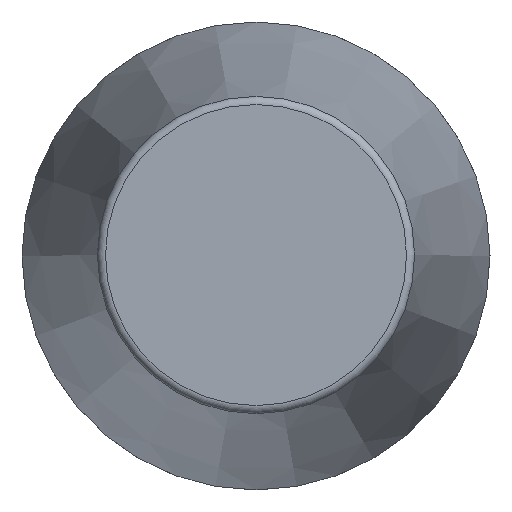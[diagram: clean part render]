
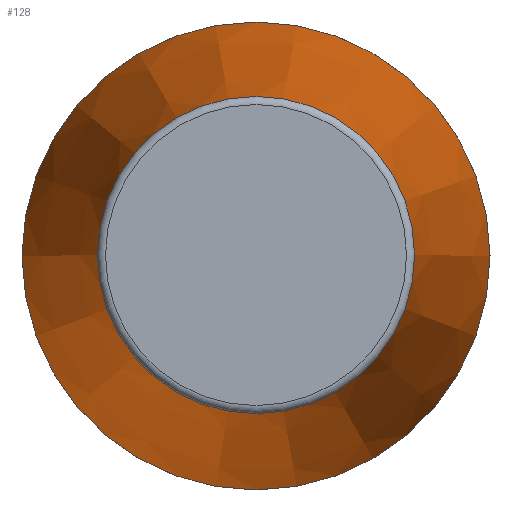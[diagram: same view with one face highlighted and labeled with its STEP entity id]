
A CAD part, top view. The second image highlights one B-rep face of the part: STEP entity #128.
In plain terms, the highlighted conical face has half-angle 8 degrees and reference radius 5.718 mm.
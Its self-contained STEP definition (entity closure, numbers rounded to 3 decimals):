
#117=CONICAL_SURFACE('',#302,5.718,8.);
#128=ADVANCED_FACE('',(#148,#149),#117,.T.);
#148=FACE_BOUND('',#173,.T.);
#149=FACE_BOUND('',#174,.T.);
#173=EDGE_LOOP('',(#199));
#174=EDGE_LOOP('',(#200));
#199=ORIENTED_EDGE('',*,*,#237,.T.);
#200=ORIENTED_EDGE('',*,*,#235,.F.);
#222=VERTEX_POINT('',#391);
#224=VERTEX_POINT('',#397);
#235=EDGE_CURVE('',#222,#222,#248,.T.);
#237=EDGE_CURVE('',#224,#224,#250,.T.);
#248=CIRCLE('',#297,3.877);
#250=CIRCLE('',#301,5.718);
#297=AXIS2_PLACEMENT_3D('',#390,#332,#333);
#301=AXIS2_PLACEMENT_3D('',#396,#340,#341);
#302=AXIS2_PLACEMENT_3D('',#398,#342,#343);
#332=DIRECTION('',(0.,0.,1.));
#333=DIRECTION('',(1.,0.,0.));
#340=DIRECTION('',(0.,0.,1.));
#341=DIRECTION('',(1.,0.,0.));
#342=DIRECTION('',(0.,0.,-1.));
#343=DIRECTION('',(1.,0.,0.));
#390=CARTESIAN_POINT('',(0.,0.,11.528));
#391=CARTESIAN_POINT('',(3.877,0.,11.528));
#396=CARTESIAN_POINT('',(0.,0.,-1.572));
#397=CARTESIAN_POINT('',(5.718,0.,-1.572));
#398=CARTESIAN_POINT('',(0.,0.,-1.572));
